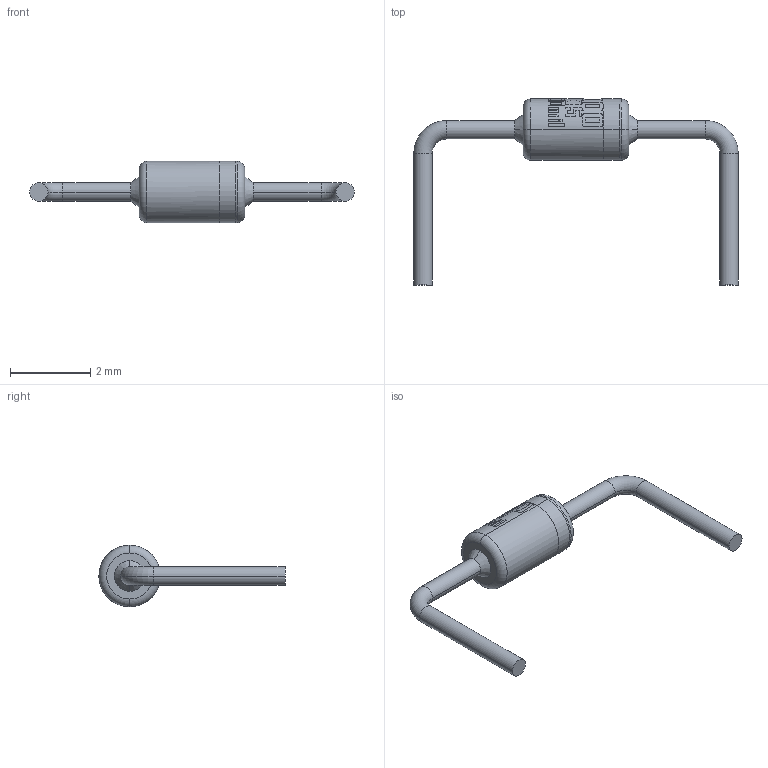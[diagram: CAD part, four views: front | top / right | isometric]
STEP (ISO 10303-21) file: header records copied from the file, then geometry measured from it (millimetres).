
FILE_DESCRIPTION (( 'STEP AP214' ), '1' );
FILE_NAME ('DO-35_Min_300mil_rev1.1.STEP', '2023-05-24T16:29:50', ( '' ), ( '' ), 'SwSTEP 2.0', 'SolidWorks 2020', '' );
FILE_SCHEMA (( 'AUTOMOTIVE_DESIGN' ));
Length unit declared in the file: millimetre
Products named in the file (1): DO-35_Min_300mil_rev1.1
Bounding box: 8.08 x 4.63 x 1.53 mm (x, y, z)
Volume: 6.2 mm3; surface area: 42 mm2
Topology: 1 solids, 2 shells, 67 faces, 332 edges, 302 vertices
Faces by surface type: cylinder 49, torus 8, plane 6, cone 4
Entity records: 4702 total; most frequent: CARTESIAN_POINT 1127, ORIENTED_EDGE 664, DIRECTION 515, EDGE_CURVE 332, VERTEX_POINT 302, AXIS2_PLACEMENT_3D 200, CIRCLE 132, LINE 115
